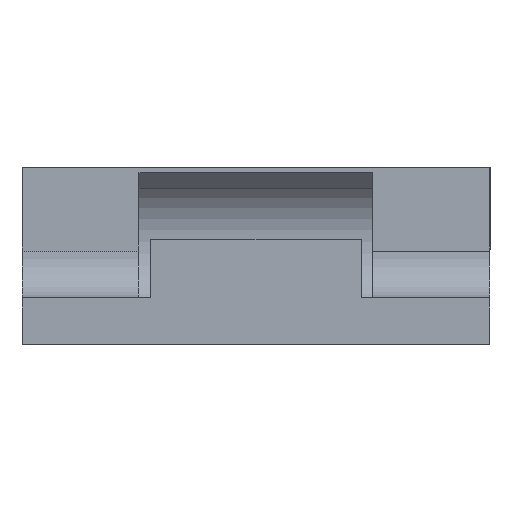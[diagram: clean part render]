
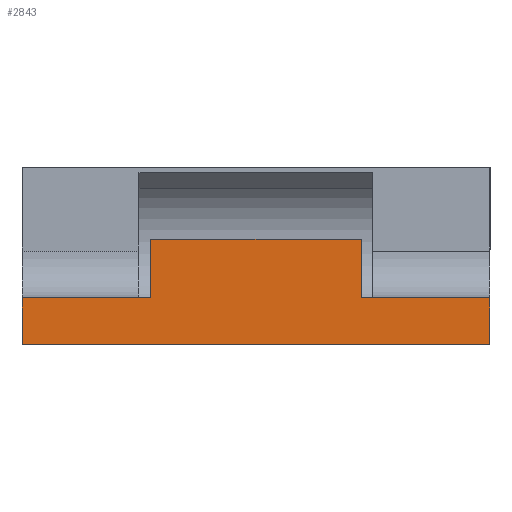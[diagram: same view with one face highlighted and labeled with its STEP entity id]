
A CAD part, front view. The second image highlights one B-rep face of the part: STEP entity #2843.
In plain terms, the highlighted planar face has unit normal (0, -1, 0).
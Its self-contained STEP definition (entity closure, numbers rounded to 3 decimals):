
#3 = ORIENTED_EDGE ( 'NONE', *, *, #28, .F. ) ;
#4 = EDGE_CURVE ( 'NONE', #2822, #9, #958, .T. ) ;
#9 = VERTEX_POINT ( 'NONE', #968 ) ;
#15 = EDGE_LOOP ( 'NONE', ( #3, #24, #38, #26, #25, #330, #39, #332 ) ) ;
#20 = EDGE_CURVE ( 'NONE', #2842, #336, #954, .T. ) ;
#22 = EDGE_CURVE ( 'NONE', #2839, #33, #988, .T. ) ;
#24 = ORIENTED_EDGE ( 'NONE', *, *, #4, .F. ) ;
#25 = ORIENTED_EDGE ( 'NONE', *, *, #27, .T. ) ;
#26 = ORIENTED_EDGE ( 'NONE', *, *, #31, .T. ) ;
#27 = EDGE_CURVE ( 'NONE', #34, #33, #996, .T. ) ;
#28 = EDGE_CURVE ( 'NONE', #9, #336, #979, .T. ) ;
#30 = EDGE_CURVE ( 'NONE', #36, #2822, #973, .T. ) ;
#31 = EDGE_CURVE ( 'NONE', #36, #34, #1031, .T. ) ;
#33 = VERTEX_POINT ( 'NONE', #1026 ) ;
#34 = VERTEX_POINT ( 'NONE', #1022 ) ;
#36 = VERTEX_POINT ( 'NONE', #981 ) ;
#38 = ORIENTED_EDGE ( 'NONE', *, *, #30, .F. ) ;
#39 = ORIENTED_EDGE ( 'NONE', *, *, #2825, .F. ) ;
#330 = ORIENTED_EDGE ( 'NONE', *, *, #22, .F. ) ;
#332 = ORIENTED_EDGE ( 'NONE', *, *, #20, .T. ) ;
#336 = VERTEX_POINT ( 'NONE', #1536 ) ;
#953 = CARTESIAN_POINT ( 'NONE',  ( 29., -10., -40.807 ) ) ;
#954 = LINE ( 'NONE', #953, #994 ) ;
#955 = DIRECTION ( 'NONE',  ( 0., 0., 1. ) ) ;
#956 = VECTOR ( 'NONE', #955, 1000. ) ;
#957 = CARTESIAN_POINT ( 'NONE',  ( 11., -10., -40.807 ) ) ;
#958 = LINE ( 'NONE', #957, #956 ) ;
#968 = CARTESIAN_POINT ( 'NONE',  ( 11., -10., 9. ) ) ;
#969 = DIRECTION ( 'NONE',  ( 1., 0., 0. ) ) ;
#970 = VECTOR ( 'NONE', #969, 1000. ) ;
#971 = CARTESIAN_POINT ( 'NONE',  ( 0., -10., 4. ) ) ;
#973 = LINE ( 'NONE', #971, #970 ) ;
#974 = DIRECTION ( 'NONE',  ( 1., 0., 0. ) ) ;
#975 = VECTOR ( 'NONE', #974, 1000. ) ;
#976 = CARTESIAN_POINT ( 'NONE',  ( 0., -10., 9. ) ) ;
#979 = LINE ( 'NONE', #976, #975 ) ;
#980 = DIRECTION ( 'NONE',  ( 1., 0., 0. ) ) ;
#981 = CARTESIAN_POINT ( 'NONE',  ( 0., -10., 4. ) ) ;
#983 = DIRECTION ( 'NONE',  ( 0., 0., -1. ) ) ;
#984 = VECTOR ( 'NONE', #983, 1000. ) ;
#985 = CARTESIAN_POINT ( 'NONE',  ( 40., -10., 4. ) ) ;
#986 = VECTOR ( 'NONE', #980, 1000. ) ;
#987 = CARTESIAN_POINT ( 'NONE',  ( 0., -10., 0. ) ) ;
#988 = LINE ( 'NONE', #985, #984 ) ;
#993 = DIRECTION ( 'NONE',  ( 0., 0., 1. ) ) ;
#994 = VECTOR ( 'NONE', #993, 1000. ) ;
#996 = LINE ( 'NONE', #987, #986 ) ;
#1022 = CARTESIAN_POINT ( 'NONE',  ( 0., -10., 0. ) ) ;
#1026 = CARTESIAN_POINT ( 'NONE',  ( 40., -10., 0. ) ) ;
#1028 = DIRECTION ( 'NONE',  ( 0., 0., -1. ) ) ;
#1029 = VECTOR ( 'NONE', #1028, 1000. ) ;
#1030 = CARTESIAN_POINT ( 'NONE',  ( 0., -10., 4. ) ) ;
#1031 = LINE ( 'NONE', #1030, #1029 ) ;
#1536 = CARTESIAN_POINT ( 'NONE',  ( 29., -10., 9. ) ) ;
#2679 = CARTESIAN_POINT ( 'NONE',  ( 11., -10., 4. ) ) ;
#2681 = CARTESIAN_POINT ( 'NONE',  ( 0., -10., 4. ) ) ;
#2686 = LINE ( 'NONE', #2681, #2719 ) ;
#2718 = DIRECTION ( 'NONE',  ( 1., 0., 0. ) ) ;
#2719 = VECTOR ( 'NONE', #2718, 1000. ) ;
#2729 = DIRECTION ( 'NONE',  ( 0., 0., 1. ) ) ;
#2730 = DIRECTION ( 'NONE',  ( 0., 1., 0. ) ) ;
#2731 = AXIS2_PLACEMENT_3D ( 'NONE', #2739, #2730, #2729 ) ;
#2735 = FACE_OUTER_BOUND ( 'NONE', #15, .T. ) ;
#2736 = CARTESIAN_POINT ( 'NONE',  ( 29., -10., 4. ) ) ;
#2738 = CARTESIAN_POINT ( 'NONE',  ( 40., -10., 4. ) ) ;
#2739 = CARTESIAN_POINT ( 'NONE',  ( 0., -10., 4. ) ) ;
#2740 = PLANE ( 'NONE',  #2731 ) ;
#2822 = VERTEX_POINT ( 'NONE', #2679 ) ;
#2825 = EDGE_CURVE ( 'NONE', #2842, #2839, #2686, .T. ) ;
#2839 = VERTEX_POINT ( 'NONE', #2738 ) ;
#2842 = VERTEX_POINT ( 'NONE', #2736 ) ;
#2843 = ADVANCED_FACE ( 'NONE', ( #2735 ), #2740, .F. ) ;
